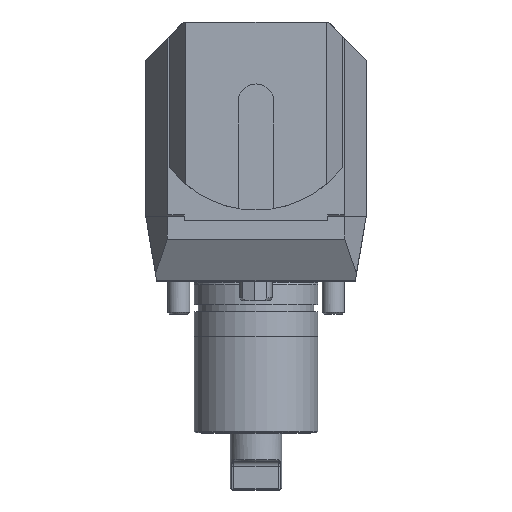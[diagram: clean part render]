
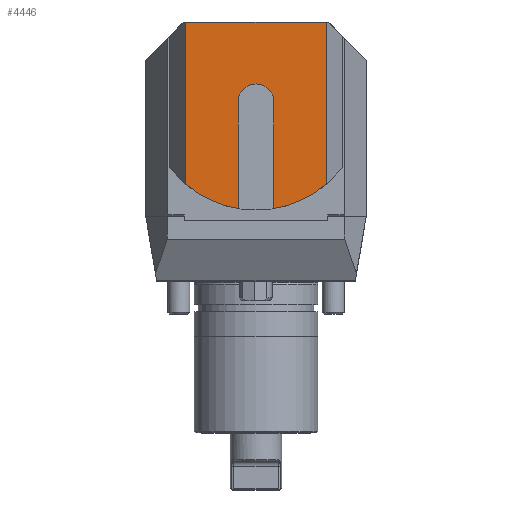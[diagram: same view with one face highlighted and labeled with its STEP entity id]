
A CAD part, top view. The second image highlights one B-rep face of the part: STEP entity #4446.
In plain terms, the highlighted planar face has unit normal (0, 0, 1).
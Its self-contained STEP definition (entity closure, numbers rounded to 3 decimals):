
#196 = EDGE_CURVE ( 'NONE', #25061, #12300, #19008, .T. ) ;
#623 = DIRECTION ( 'NONE',  ( 0., -1., 0. ) ) ;
#1257 = CARTESIAN_POINT ( 'NONE',  ( 7.096, 52., 96.5 ) ) ;
#1349 = VERTEX_POINT ( 'NONE', #21585 ) ;
#1568 = ORIENTED_EDGE ( 'NONE', *, *, #4735, .T. ) ;
#1594 = CARTESIAN_POINT ( 'NONE',  ( 26.072, 52., 96.5 ) ) ;
#2081 = VECTOR ( 'NONE', #17664, 1000. ) ;
#2168 = EDGE_CURVE ( 'NONE', #25061, #16964, #18082, .T. ) ;
#2799 = EDGE_CURVE ( 'NONE', #18897, #1349, #22293, .T. ) ;
#2871 = DIRECTION ( 'NONE',  ( 0., 0., 1. ) ) ;
#3285 = ORIENTED_EDGE ( 'NONE', *, *, #8901, .F. ) ;
#4446 = ADVANCED_FACE ( 'Defeature completata1_116', ( #12479 ), #10103, .T. ) ;
#4477 = AXIS2_PLACEMENT_3D ( 'NONE', #24957, #2871, #14787 ) ;
#4486 = DIRECTION ( 'NONE',  ( 0., -1., 0. ) ) ;
#4647 = ORIENTED_EDGE ( 'NONE', *, *, #8121, .T. ) ;
#4735 = EDGE_CURVE ( 'NONE', #16964, #22788, #23399, .T. ) ;
#5847 = DIRECTION ( 'NONE',  ( 0., 0., 1. ) ) ;
#6564 = AXIS2_PLACEMENT_3D ( 'NONE', #23866, #12399, #623 ) ;
#8121 = EDGE_CURVE ( 'NONE', #22788, #22640, #16847, .T. ) ;
#8276 = VERTEX_POINT ( 'NONE', #9396 ) ;
#8901 = EDGE_CURVE ( 'NONE', #12300, #8276, #24815, .T. ) ;
#9396 = CARTESIAN_POINT ( 'NONE',  ( -5.904, 52., 96.5 ) ) ;
#9713 = CARTESIAN_POINT ( 'NONE',  ( 7.096, 13.292, 96.5 ) ) ;
#9731 = DIRECTION ( 'NONE',  ( 0., -1., 0. ) ) ;
#10013 = EDGE_CURVE ( 'NONE', #8276, #1349, #15230, .T. ) ;
#10103 = PLANE ( 'NONE',  #17410 ) ;
#10373 = DIRECTION ( 'NONE',  ( 0., -1., 0. ) ) ;
#10955 = ORIENTED_EDGE ( 'NONE', *, *, #10013, .F. ) ;
#12300 = VERTEX_POINT ( 'NONE', #24065 ) ;
#12399 = DIRECTION ( 'NONE',  ( 0., 0., 1. ) ) ;
#12479 = FACE_OUTER_BOUND ( 'NONE', #23454, .T. ) ;
#13093 = CARTESIAN_POINT ( 'NONE',  ( 26.072, 22.142, 96.5 ) ) ;
#13749 = ORIENTED_EDGE ( 'NONE', *, *, #196, .F. ) ;
#14109 = DIRECTION ( 'NONE',  ( 0., -1., 0. ) ) ;
#14766 = DIRECTION ( 'NONE',  ( -1., 0., 0. ) ) ;
#14787 = DIRECTION ( 'NONE',  ( 0., -1., 0. ) ) ;
#15230 = LINE ( 'NONE', #23556, #24066 ) ;
#15234 = VECTOR ( 'NONE', #14766, 1000. ) ;
#15299 = CARTESIAN_POINT ( 'NONE',  ( -24.881, 81., 96.5 ) ) ;
#16847 = LINE ( 'NONE', #22966, #15234 ) ;
#16964 = VERTEX_POINT ( 'NONE', #13093 ) ;
#17410 = AXIS2_PLACEMENT_3D ( 'NONE', #21990, #21852, #10373 ) ;
#17447 = VECTOR ( 'NONE', #4486, 1000. ) ;
#17664 = DIRECTION ( 'NONE',  ( 0., 1., 0. ) ) ;
#18045 = EDGE_CURVE ( 'NONE', #22640, #18897, #22265, .T. ) ;
#18082 = CIRCLE ( 'NONE', #25175, 39.25 ) ;
#18242 = ORIENTED_EDGE ( 'NONE', *, *, #2168, .T. ) ;
#18614 = ORIENTED_EDGE ( 'NONE', *, *, #2799, .T. ) ;
#18897 = VERTEX_POINT ( 'NONE', #25051 ) ;
#19008 = LINE ( 'NONE', #1257, #22172 ) ;
#19596 = CARTESIAN_POINT ( 'NONE',  ( 0.596, 52., 96.5 ) ) ;
#21585 = CARTESIAN_POINT ( 'NONE',  ( -5.904, 13.292, 96.5 ) ) ;
#21852 = DIRECTION ( 'NONE',  ( 0., 0., 1. ) ) ;
#21990 = CARTESIAN_POINT ( 'NONE',  ( 0.596, 52., 96.5 ) ) ;
#22172 = VECTOR ( 'NONE', #25037, 1000. ) ;
#22265 = LINE ( 'NONE', #24506, #17447 ) ;
#22293 = CIRCLE ( 'NONE', #4477, 39.25 ) ;
#22640 = VERTEX_POINT ( 'NONE', #15299 ) ;
#22788 = VERTEX_POINT ( 'NONE', #23622 ) ;
#22966 = CARTESIAN_POINT ( 'NONE',  ( 0.596, 81., 96.5 ) ) ;
#23399 = LINE ( 'NONE', #1594, #2081 ) ;
#23454 = EDGE_LOOP ( 'NONE', ( #1568, #4647, #23848, #18614, #10955, #3285, #13749, #18242 ) ) ;
#23556 = CARTESIAN_POINT ( 'NONE',  ( -5.904, 52., 96.5 ) ) ;
#23622 = CARTESIAN_POINT ( 'NONE',  ( 26.072, 81., 96.5 ) ) ;
#23848 = ORIENTED_EDGE ( 'NONE', *, *, #18045, .T. ) ;
#23866 = CARTESIAN_POINT ( 'NONE',  ( 0.596, 52., 96.5 ) ) ;
#24065 = CARTESIAN_POINT ( 'NONE',  ( 7.096, 52., 96.5 ) ) ;
#24066 = VECTOR ( 'NONE', #9731, 1000. ) ;
#24506 = CARTESIAN_POINT ( 'NONE',  ( -24.881, 52., 96.5 ) ) ;
#24815 = CIRCLE ( 'NONE', #6564, 6.5 ) ;
#24957 = CARTESIAN_POINT ( 'NONE',  ( 0.596, 52., 96.5 ) ) ;
#25037 = DIRECTION ( 'NONE',  ( 0., 1., 0. ) ) ;
#25051 = CARTESIAN_POINT ( 'NONE',  ( -24.881, 22.142, 96.5 ) ) ;
#25061 = VERTEX_POINT ( 'NONE', #9713 ) ;
#25175 = AXIS2_PLACEMENT_3D ( 'NONE', #19596, #5847, #14109 ) ;
